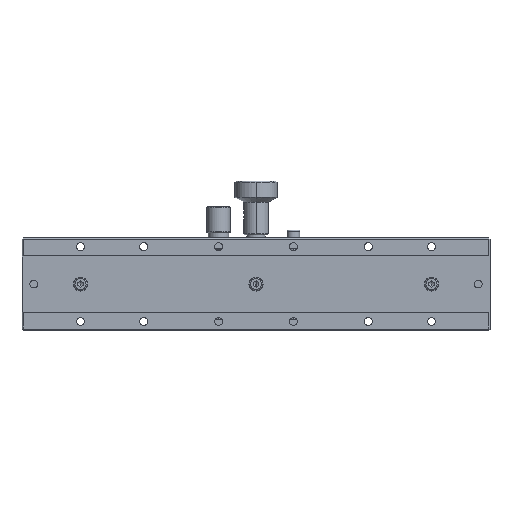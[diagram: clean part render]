
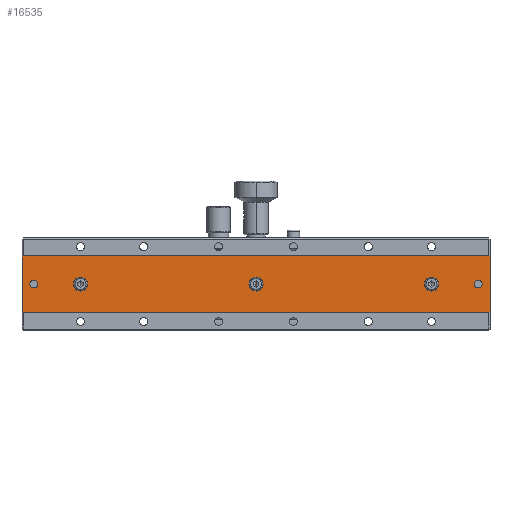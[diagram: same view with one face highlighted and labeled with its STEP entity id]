
A CAD part, front view. The second image highlights one B-rep face of the part: STEP entity #16535.
In plain terms, the highlighted planar face has unit normal (0, -1, 0).
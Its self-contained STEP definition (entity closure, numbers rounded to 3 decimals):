
#70 = CARTESIAN_POINT ( 'NONE',  ( 100., 0.5, -12. ) ) ;
#109 = CARTESIAN_POINT ( 'NONE',  ( 95., 0.5, 0. ) ) ;
#263 = EDGE_CURVE ( 'NONE', #5379, #12396, #5696, .T. ) ;
#676 = EDGE_CURVE ( 'NONE', #13606, #17526, #5057, .T. ) ;
#769 = DIRECTION ( 'NONE',  ( 0., 0., -1. ) ) ;
#975 = CARTESIAN_POINT ( 'NONE',  ( 0., 0.5, -3. ) ) ;
#1063 = ORIENTED_EDGE ( 'NONE', *, *, #13436, .T. ) ;
#1146 = ORIENTED_EDGE ( 'NONE', *, *, #17221, .T. ) ;
#1270 = AXIS2_PLACEMENT_3D ( 'NONE', #6088, #14406, #17310 ) ;
#1619 = CARTESIAN_POINT ( 'NONE',  ( -75., 0.5, 0. ) ) ;
#1780 = DIRECTION ( 'NONE',  ( 0., 0., -1. ) ) ;
#1863 = VECTOR ( 'NONE', #15206, 1000. ) ;
#2075 = ORIENTED_EDGE ( 'NONE', *, *, #263, .T. ) ;
#2076 = VERTEX_POINT ( 'NONE', #70 ) ;
#2949 = DIRECTION ( 'NONE',  ( 0., 0., -1. ) ) ;
#3937 = AXIS2_PLACEMENT_3D ( 'NONE', #17328, #14601, #13250 ) ;
#3948 = AXIS2_PLACEMENT_3D ( 'NONE', #4812, #4948, #7738 ) ;
#4019 = CARTESIAN_POINT ( 'NONE',  ( 100., 0.5, 12. ) ) ;
#4092 = CARTESIAN_POINT ( 'NONE',  ( 75., 0.5, -3. ) ) ;
#4114 = DIRECTION ( 'NONE',  ( 0., 1., 0. ) ) ;
#4165 = CARTESIAN_POINT ( 'NONE',  ( -75., 0.5, 3. ) ) ;
#4229 = VECTOR ( 'NONE', #17199, 1000. ) ;
#4327 = DIRECTION ( 'NONE',  ( -1., 0., 0. ) ) ;
#4448 = CARTESIAN_POINT ( 'NONE',  ( 0., 0.5, 0. ) ) ;
#4474 = DIRECTION ( 'NONE',  ( 0., 0., -1. ) ) ;
#4689 = CIRCLE ( 'NONE', #8005, 3. ) ;
#4812 = CARTESIAN_POINT ( 'NONE',  ( -75., 0.5, 0. ) ) ;
#4826 = PLANE ( 'NONE',  #17714 ) ;
#4901 = DIRECTION ( 'NONE',  ( 0., 1., 0. ) ) ;
#4948 = DIRECTION ( 'NONE',  ( 0., 1., 0. ) ) ;
#5008 = AXIS2_PLACEMENT_3D ( 'NONE', #1619, #12770, #4474 ) ;
#5057 = CIRCLE ( 'NONE', #10947, 1.65 ) ;
#5090 = ORIENTED_EDGE ( 'NONE', *, *, #8037, .T. ) ;
#5138 = EDGE_LOOP ( 'NONE', ( #15332, #5823, #13569, #1146 ) ) ;
#5169 = LINE ( 'NONE', #8453, #18006 ) ;
#5363 = EDGE_LOOP ( 'NONE', ( #17982, #1063 ) ) ;
#5379 = VERTEX_POINT ( 'NONE', #975 ) ;
#5509 = VERTEX_POINT ( 'NONE', #4092 ) ;
#5557 = CIRCLE ( 'NONE', #5797, 1.65 ) ;
#5696 = CIRCLE ( 'NONE', #1270, 3. ) ;
#5772 = CIRCLE ( 'NONE', #8861, 3. ) ;
#5775 = DIRECTION ( 'NONE',  ( 0., 1., 0. ) ) ;
#5797 = AXIS2_PLACEMENT_3D ( 'NONE', #109, #4114, #9775 ) ;
#5823 = ORIENTED_EDGE ( 'NONE', *, *, #10212, .T. ) ;
#6088 = CARTESIAN_POINT ( 'NONE',  ( 0., 0.5, 0. ) ) ;
#6197 = EDGE_LOOP ( 'NONE', ( #2075, #12590 ) ) ;
#6222 = DIRECTION ( 'NONE',  ( 0., -1., 0. ) ) ;
#6383 = CARTESIAN_POINT ( 'NONE',  ( -95., 0.5, 0. ) ) ;
#7036 = DIRECTION ( 'NONE',  ( 0., 0., 1. ) ) ;
#7298 = LINE ( 'NONE', #13792, #1863 ) ;
#7346 = ORIENTED_EDGE ( 'NONE', *, *, #17834, .T. ) ;
#7367 = CARTESIAN_POINT ( 'NONE',  ( -95., 0.5, 0. ) ) ;
#7686 = CARTESIAN_POINT ( 'NONE',  ( 95., 0.5, 0. ) ) ;
#7738 = DIRECTION ( 'NONE',  ( 0., 0., -1. ) ) ;
#7793 = EDGE_LOOP ( 'NONE', ( #11687, #13238 ) ) ;
#7831 = CARTESIAN_POINT ( 'NONE',  ( 95., 0.5, -1.65 ) ) ;
#8005 = AXIS2_PLACEMENT_3D ( 'NONE', #11488, #11297, #2949 ) ;
#8008 = AXIS2_PLACEMENT_3D ( 'NONE', #6383, #10317, #14526 ) ;
#8037 = EDGE_CURVE ( 'NONE', #8768, #5509, #11217, .T. ) ;
#8273 = CARTESIAN_POINT ( 'NONE',  ( -95., 0.5, 1.65 ) ) ;
#8453 = CARTESIAN_POINT ( 'NONE',  ( -100., 0.5, 12. ) ) ;
#8768 = VERTEX_POINT ( 'NONE', #12552 ) ;
#8861 = AXIS2_PLACEMENT_3D ( 'NONE', #4448, #10125, #1780 ) ;
#9129 = VERTEX_POINT ( 'NONE', #11981 ) ;
#9227 = FACE_BOUND ( 'NONE', #16041, .T. ) ;
#9677 = VERTEX_POINT ( 'NONE', #13749 ) ;
#9754 = EDGE_CURVE ( 'NONE', #2076, #11073, #9873, .T. ) ;
#9775 = DIRECTION ( 'NONE',  ( 0., 0., -1. ) ) ;
#9873 = LINE ( 'NONE', #4019, #17912 ) ;
#10125 = DIRECTION ( 'NONE',  ( 0., 1., 0. ) ) ;
#10212 = EDGE_CURVE ( 'NONE', #15153, #2076, #7298, .T. ) ;
#10317 = DIRECTION ( 'NONE',  ( 0., 1., 0. ) ) ;
#10329 = CARTESIAN_POINT ( 'NONE',  ( -100., 0.5, -12. ) ) ;
#10947 = AXIS2_PLACEMENT_3D ( 'NONE', #7367, #5775, #15534 ) ;
#11055 = VERTEX_POINT ( 'NONE', #7831 ) ;
#11073 = VERTEX_POINT ( 'NONE', #12538 ) ;
#11217 = CIRCLE ( 'NONE', #3937, 3. ) ;
#11297 = DIRECTION ( 'NONE',  ( 0., 1., 0. ) ) ;
#11488 = CARTESIAN_POINT ( 'NONE',  ( 75., 0.5, 0. ) ) ;
#11651 = LINE ( 'NONE', #15754, #4229 ) ;
#11658 = ORIENTED_EDGE ( 'NONE', *, *, #17977, .T. ) ;
#11687 = ORIENTED_EDGE ( 'NONE', *, *, #13333, .T. ) ;
#11816 = CARTESIAN_POINT ( 'NONE',  ( -95., 0.5, -1.65 ) ) ;
#11981 = CARTESIAN_POINT ( 'NONE',  ( -100., 0.5, 12. ) ) ;
#12263 = DIRECTION ( 'NONE',  ( 0., 0., -1. ) ) ;
#12266 = CIRCLE ( 'NONE', #12271, 1.65 ) ;
#12271 = AXIS2_PLACEMENT_3D ( 'NONE', #7686, #4901, #769 ) ;
#12377 = CIRCLE ( 'NONE', #5008, 3. ) ;
#12396 = VERTEX_POINT ( 'NONE', #14734 ) ;
#12538 = CARTESIAN_POINT ( 'NONE',  ( 100., 0.5, 12. ) ) ;
#12552 = CARTESIAN_POINT ( 'NONE',  ( 75., 0.5, 3. ) ) ;
#12590 = ORIENTED_EDGE ( 'NONE', *, *, #17308, .T. ) ;
#12770 = DIRECTION ( 'NONE',  ( 0., 1., 0. ) ) ;
#13080 = CIRCLE ( 'NONE', #3948, 3. ) ;
#13238 = ORIENTED_EDGE ( 'NONE', *, *, #16673, .T. ) ;
#13250 = DIRECTION ( 'NONE',  ( 0., 0., -1. ) ) ;
#13333 = EDGE_CURVE ( 'NONE', #16657, #17845, #13080, .T. ) ;
#13389 = FACE_BOUND ( 'NONE', #7793, .T. ) ;
#13405 = EDGE_LOOP ( 'NONE', ( #11658, #5090 ) ) ;
#13436 = EDGE_CURVE ( 'NONE', #17526, #13606, #16557, .T. ) ;
#13569 = ORIENTED_EDGE ( 'NONE', *, *, #9754, .T. ) ;
#13606 = VERTEX_POINT ( 'NONE', #8273 ) ;
#13749 = CARTESIAN_POINT ( 'NONE',  ( 95., 0.5, 1.65 ) ) ;
#13792 = CARTESIAN_POINT ( 'NONE',  ( -100., 0.5, -12. ) ) ;
#14147 = EDGE_CURVE ( 'NONE', #9129, #15153, #11651, .T. ) ;
#14231 = EDGE_CURVE ( 'NONE', #9677, #11055, #12266, .T. ) ;
#14406 = DIRECTION ( 'NONE',  ( 0., 1., 0. ) ) ;
#14526 = DIRECTION ( 'NONE',  ( 0., 0., -1. ) ) ;
#14601 = DIRECTION ( 'NONE',  ( 0., 1., 0. ) ) ;
#14645 = CARTESIAN_POINT ( 'NONE',  ( 0., 0.5, 0. ) ) ;
#14734 = CARTESIAN_POINT ( 'NONE',  ( 0., 0.5, 3. ) ) ;
#14943 = CARTESIAN_POINT ( 'NONE',  ( -75., 0.5, -3. ) ) ;
#15153 = VERTEX_POINT ( 'NONE', #10329 ) ;
#15206 = DIRECTION ( 'NONE',  ( 1., 0., 0. ) ) ;
#15332 = ORIENTED_EDGE ( 'NONE', *, *, #14147, .T. ) ;
#15341 = FACE_BOUND ( 'NONE', #5363, .T. ) ;
#15534 = DIRECTION ( 'NONE',  ( 0., 0., -1. ) ) ;
#15615 = ORIENTED_EDGE ( 'NONE', *, *, #14231, .T. ) ;
#15754 = CARTESIAN_POINT ( 'NONE',  ( -100., 0.5, 12. ) ) ;
#15781 = FACE_BOUND ( 'NONE', #13405, .T. ) ;
#16041 = EDGE_LOOP ( 'NONE', ( #15615, #7346 ) ) ;
#16535 = ADVANCED_FACE ( 'NONE', ( #16667, #15781, #17098, #13389, #9227, #15341 ), #4826, .T. ) ;
#16557 = CIRCLE ( 'NONE', #8008, 1.65 ) ;
#16657 = VERTEX_POINT ( 'NONE', #14943 ) ;
#16667 = FACE_OUTER_BOUND ( 'NONE', #5138, .T. ) ;
#16673 = EDGE_CURVE ( 'NONE', #17845, #16657, #12377, .T. ) ;
#17098 = FACE_BOUND ( 'NONE', #6197, .T. ) ;
#17199 = DIRECTION ( 'NONE',  ( 0., 0., -1. ) ) ;
#17221 = EDGE_CURVE ( 'NONE', #11073, #9129, #5169, .T. ) ;
#17308 = EDGE_CURVE ( 'NONE', #12396, #5379, #5772, .T. ) ;
#17310 = DIRECTION ( 'NONE',  ( 0., 0., -1. ) ) ;
#17328 = CARTESIAN_POINT ( 'NONE',  ( 75., 0.5, 0. ) ) ;
#17526 = VERTEX_POINT ( 'NONE', #11816 ) ;
#17714 = AXIS2_PLACEMENT_3D ( 'NONE', #14645, #6222, #12263 ) ;
#17834 = EDGE_CURVE ( 'NONE', #11055, #9677, #5557, .T. ) ;
#17845 = VERTEX_POINT ( 'NONE', #4165 ) ;
#17912 = VECTOR ( 'NONE', #7036, 1000. ) ;
#17977 = EDGE_CURVE ( 'NONE', #5509, #8768, #4689, .T. ) ;
#17982 = ORIENTED_EDGE ( 'NONE', *, *, #676, .T. ) ;
#18006 = VECTOR ( 'NONE', #4327, 1000. ) ;
